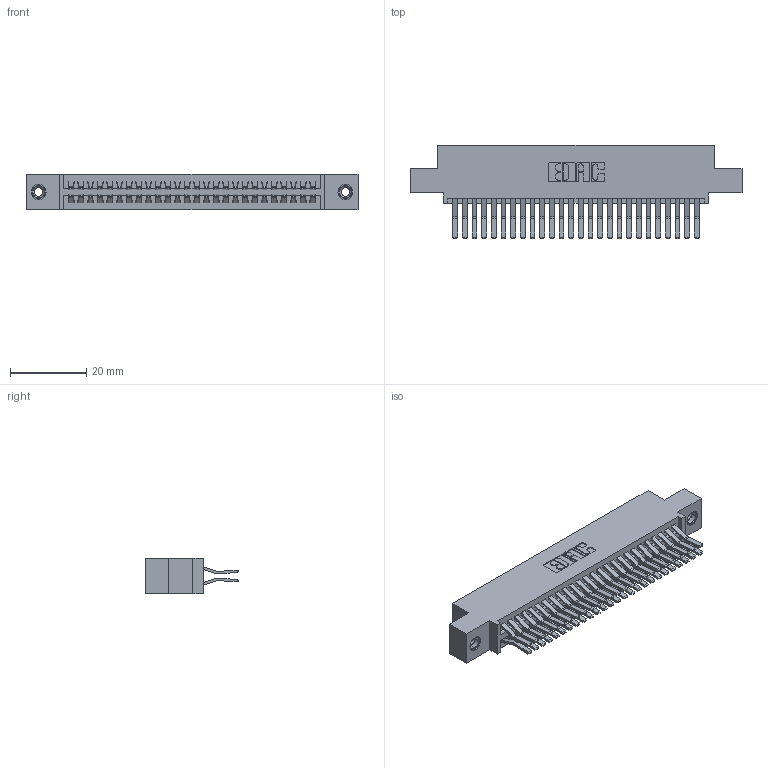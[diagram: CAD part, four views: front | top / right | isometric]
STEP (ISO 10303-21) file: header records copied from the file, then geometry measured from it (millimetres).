
FILE_DESCRIPTION (( 'STEP AP203' ), '1' );
FILE_NAME ('395-052-560-508.STEP', '2018-11-21T02:33:05', ( '' ), ( '' ), 'SwSTEP 2.0', 'SolidWorks 2016', '' );
FILE_SCHEMA (( 'CONFIG_CONTROL_DESIGN' ));
Length unit declared in the file: inch
Products named in the file (4): 345-292-001_560 Tail; 395-052-560-508; 345 Part_0.110 Offset - 0.156 Dia-TI; 345-250-001_345-250-003-102
Assembly tree (55 placements, depth 2):
  395-052-560-508
    345 Part_0.110 Offset - 0.156 Dia-TI
    345-292-001_560 Tail  x52
    345-250-001_345-250-003-102  x2
Bounding box: 87.25 x 24.45 x 9.4 mm (x, y, z)
Volume: 8587.9 mm3; surface area: 13367.3 mm2
Topology: 55 solids, 55 shells, 2894 faces, 8549 edges, 5622 vertices
Faces by surface type: plane 1832, cylinder 1046, cone 12, torus 4
Entity records: 23960 total; most frequent: CARTESIAN_POINT 4015, ORIENTED_EDGE 3942, DIRECTION 3589, EDGE_CURVE 1971, VECTOR 1711, LINE 1711, VERTEX_POINT 1308, AXIS2_PLACEMENT_3D 939
